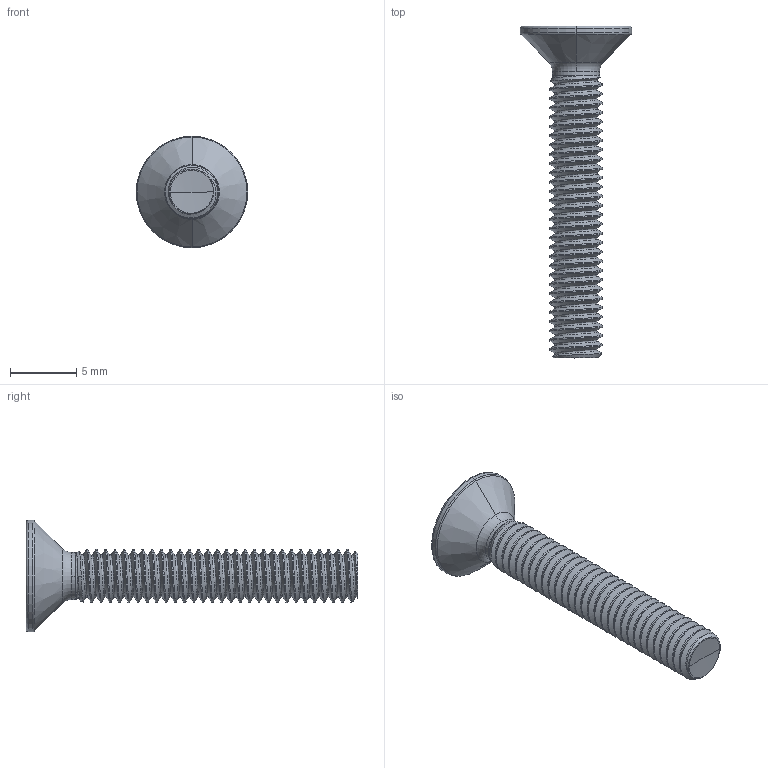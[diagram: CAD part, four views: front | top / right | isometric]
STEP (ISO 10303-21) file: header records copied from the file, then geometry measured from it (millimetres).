
FILE_DESCRIPTION (( 'STEP AP203' ), '1' );
FILE_NAME ('STM410400250.STEP', '2020-12-18T17:16:00', ( '' ), ( '' ), 'SwSTEP 2.0', 'SolidWorks 2015', '' );
FILE_SCHEMA (( 'CONFIG_CONTROL_DESIGN' ));
Length unit declared in the file: millimetre
Products named in the file (2): STM410400250
Bounding box: 8.4 x 25 x 8.4 mm (x, y, z)
Volume: 306.3 mm3; surface area: 567.8 mm2
Topology: 1 solids, 1 shells, 128 faces, 347 edges, 220 vertices
Faces by surface type: cylinder 82, bspline 18, cone 13, torus 11, sphere 2, plane 2
Entity records: 29343 total; most frequent: CARTESIAN_POINT 26521, ORIENTED_EDGE 690, DIRECTION 427, EDGE_CURVE 345, VERTEX_POINT 220, AXIS2_PLACEMENT_3D 167, EDGE_LOOP 129, ADVANCED_FACE 128
